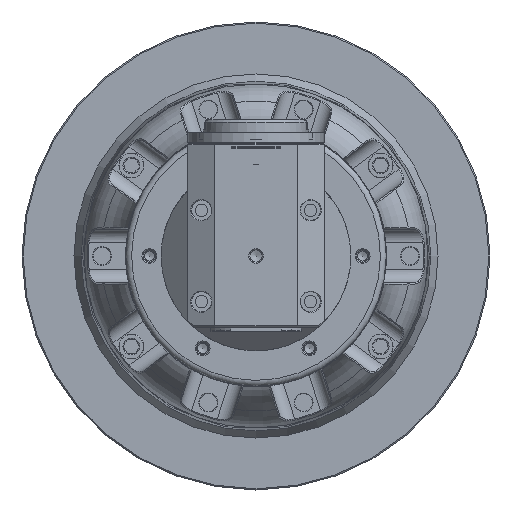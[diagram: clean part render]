
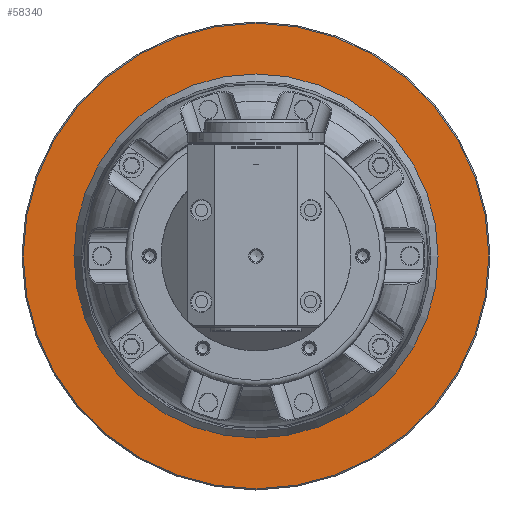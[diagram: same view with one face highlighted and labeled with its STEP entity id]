
A CAD part, front view. The second image highlights one B-rep face of the part: STEP entity #58340.
In plain terms, the highlighted planar face has unit normal (0, -1, 0).
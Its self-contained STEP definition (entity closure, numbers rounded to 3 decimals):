
#1773=FACE_BOUND('',#8299,.T.);
#2702=PLANE('',#61749);
#4921=FACE_OUTER_BOUND('',#8298,.T.);
#8298=EDGE_LOOP('',(#44628));
#8299=EDGE_LOOP('',(#44629));
#24210=CIRCLE('',#61748,153.66);
#24211=CIRCLE('',#61750,196.5);
#27611=VERTEX_POINT('',#88550);
#27612=VERTEX_POINT('',#88554);
#33966=EDGE_CURVE('',#27611,#27611,#24210,.T.);
#33968=EDGE_CURVE('',#27612,#27612,#24211,.T.);
#44628=ORIENTED_EDGE('',*,*,#33968,.T.);
#44629=ORIENTED_EDGE('',*,*,#33966,.T.);
#58340=ADVANCED_FACE('',(#4921,#1773),#2702,.T.);
#61748=AXIS2_PLACEMENT_3D('',#88551,#69717,#69718);
#61749=AXIS2_PLACEMENT_3D('',#88553,#69720,#69721);
#61750=AXIS2_PLACEMENT_3D('',#88555,#69722,#69723);
#69717=DIRECTION('center_axis',(0.,1.,0.));
#69718=DIRECTION('ref_axis',(0.,0.,1.));
#69720=DIRECTION('center_axis',(0.,-1.,0.));
#69721=DIRECTION('ref_axis',(0.,0.,1.));
#69722=DIRECTION('center_axis',(0.,-1.,0.));
#69723=DIRECTION('ref_axis',(0.,0.,-1.));
#88550=CARTESIAN_POINT('',(0.,1170.,153.66));
#88551=CARTESIAN_POINT('Origin',(0.,1170.,0.));
#88553=CARTESIAN_POINT('Origin',(0.,1170.,0.));
#88554=CARTESIAN_POINT('',(0.,1170.,196.5));
#88555=CARTESIAN_POINT('Origin',(0.,1170.,0.));
